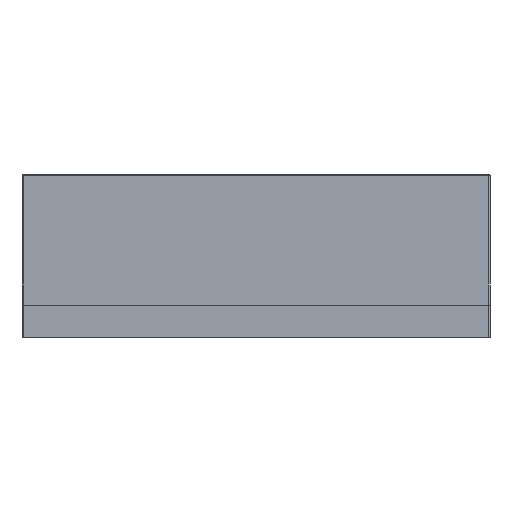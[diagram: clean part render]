
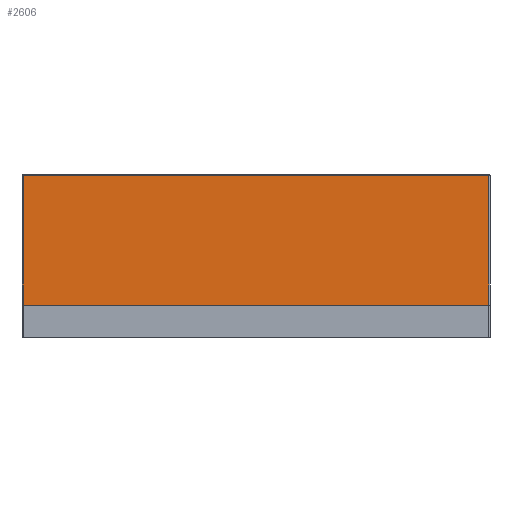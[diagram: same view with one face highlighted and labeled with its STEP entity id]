
A CAD part, front view. The second image highlights one B-rep face of the part: STEP entity #2606.
In plain terms, the highlighted planar face has unit normal (0, -1, 0).
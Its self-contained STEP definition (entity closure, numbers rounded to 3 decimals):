
#214 = EDGE_CURVE ( 'NONE', #7999, #610, #11294, .T. ) ;
#439 = CARTESIAN_POINT ( 'NONE',  ( 0., -1., 0.14 ) ) ;
#582 = VECTOR ( 'NONE', #11029, 1000. ) ;
#610 = VERTEX_POINT ( 'NONE', #6949 ) ;
#888 = CARTESIAN_POINT ( 'NONE',  ( 0.995, -1., 0.14 ) ) ;
#1033 = CARTESIAN_POINT ( 'NONE',  ( -0.995, -1., 0.695 ) ) ;
#2010 = VECTOR ( 'NONE', #11240, 1000. ) ;
#2606 = ADVANCED_FACE ( 'NONE', ( #11435 ), #3168, .T. ) ;
#2617 = VERTEX_POINT ( 'NONE', #7701 ) ;
#3168 = PLANE ( 'NONE',  #3365 ) ;
#3365 = AXIS2_PLACEMENT_3D ( 'NONE', #439, #4015, #7642 ) ;
#3715 = EDGE_CURVE ( 'NONE', #610, #2617, #5652, .T. ) ;
#3966 = DIRECTION ( 'NONE',  ( 1., 0., 0. ) ) ;
#4015 = DIRECTION ( 'NONE',  ( 0., -1., 0. ) ) ;
#5085 = EDGE_LOOP ( 'NONE', ( #6352, #6131, #8661, #10464 ) ) ;
#5319 = EDGE_CURVE ( 'NONE', #11003, #7999, #6935, .T. ) ;
#5652 = LINE ( 'NONE', #6636, #7435 ) ;
#6131 = ORIENTED_EDGE ( 'NONE', *, *, #3715, .T. ) ;
#6352 = ORIENTED_EDGE ( 'NONE', *, *, #214, .T. ) ;
#6636 = CARTESIAN_POINT ( 'NONE',  ( 0., -1., 0.14 ) ) ;
#6935 = LINE ( 'NONE', #10771, #11317 ) ;
#6949 = CARTESIAN_POINT ( 'NONE',  ( -0.995, -1., 0.14 ) ) ;
#7435 = VECTOR ( 'NONE', #3966, 1000. ) ;
#7642 = DIRECTION ( 'NONE',  ( 0., 0., -1. ) ) ;
#7701 = CARTESIAN_POINT ( 'NONE',  ( 0.995, -1., 0.14 ) ) ;
#7999 = VERTEX_POINT ( 'NONE', #1033 ) ;
#8661 = ORIENTED_EDGE ( 'NONE', *, *, #11735, .F. ) ;
#8976 = DIRECTION ( 'NONE',  ( -1., 0., 0. ) ) ;
#9166 = LINE ( 'NONE', #888, #582 ) ;
#10215 = CARTESIAN_POINT ( 'NONE',  ( -0.995, -1., 0.14 ) ) ;
#10331 = CARTESIAN_POINT ( 'NONE',  ( 0.995, -1., 0.695 ) ) ;
#10464 = ORIENTED_EDGE ( 'NONE', *, *, #5319, .T. ) ;
#10771 = CARTESIAN_POINT ( 'NONE',  ( 0., -1., 0.695 ) ) ;
#11003 = VERTEX_POINT ( 'NONE', #10331 ) ;
#11029 = DIRECTION ( 'NONE',  ( 0., 0., -1. ) ) ;
#11240 = DIRECTION ( 'NONE',  ( 0., 0., -1. ) ) ;
#11294 = LINE ( 'NONE', #10215, #2010 ) ;
#11317 = VECTOR ( 'NONE', #8976, 1000. ) ;
#11435 = FACE_OUTER_BOUND ( 'NONE', #5085, .T. ) ;
#11735 = EDGE_CURVE ( 'NONE', #11003, #2617, #9166, .T. ) ;
